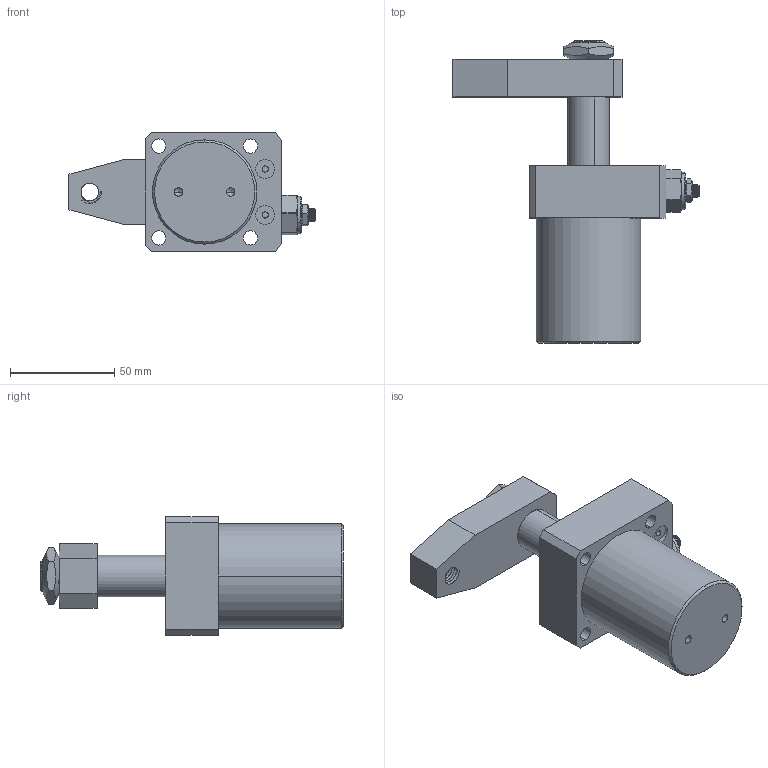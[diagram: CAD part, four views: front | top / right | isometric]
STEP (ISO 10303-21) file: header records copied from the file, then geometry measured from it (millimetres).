
FILE_DESCRIPTION (( 'STEP AP214' ), '1' );
FILE_NAME ('chs-famt32s_asm.STEP', '2020-02-12T06:38:33', ( '' ), ( '' ), 'SwSTEP 2.0', 'SolidWorks 2016', '' );
FILE_SCHEMA (( 'AUTOMOTIVE_DESIGN' ));
Length unit declared in the file: millimetre
Products named in the file (8): hex thin nuts-grades ab-chamfered gb(GB_FASTENER_NUT_STNAB M6-S); 20覃厒裝; 20概极; CHS-FAMT32BT; M16_4; CHS-32S-01_4; CHS-32S-02_3; chs-famt32s_asm
Assembly tree (7 placements, depth 2):
  chs-famt32s_asm
    CHS-32S-02_3
    CHS-32S-01_4
    M16_4
    CHS-FAMT32BT
    20概极
    20覃厒裝
    hex thin nuts-grades ab-chamfered gb(GB_FASTENER_NUT_STNAB M6-S)
Bounding box: 117.9 x 145 x 57 mm (x, y, z)
Volume: 275405.5 mm3; surface area: 52852 mm2
Topology: 9 solids, 9 shells, 527 faces, 1480 edges, 983 vertices
Faces by surface type: cylinder 224, bspline 119, plane 111, cone 73
Entity records: 37339 total; most frequent: CARTESIAN_POINT 25331, ORIENTED_EDGE 2944, DIRECTION 1748, EDGE_CURVE 1472, VERTEX_POINT 983, AXIS2_PLACEMENT_3D 661, B_SPLINE_CURVE_WITH_KNOTS 648, EDGE_LOOP 579
